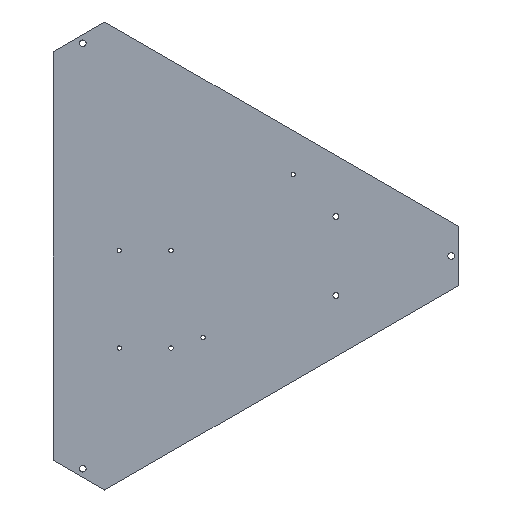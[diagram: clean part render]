
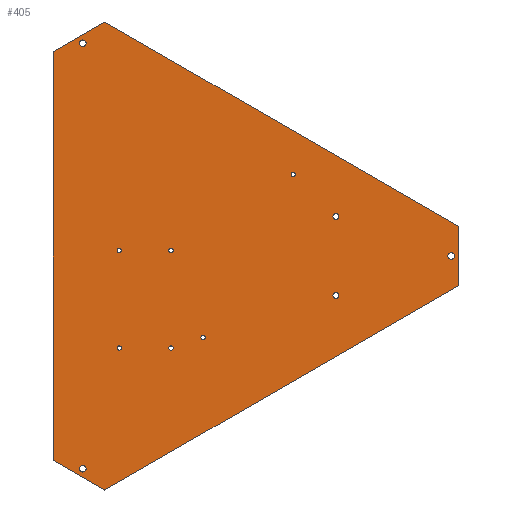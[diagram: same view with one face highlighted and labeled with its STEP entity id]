
A CAD part, front view. The second image highlights one B-rep face of the part: STEP entity #405.
In plain terms, the highlighted planar face has unit normal (0, -1, 0).
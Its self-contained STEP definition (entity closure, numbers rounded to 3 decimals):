
#30=FACE_BOUND('',#98,.T.);
#31=FACE_BOUND('',#99,.T.);
#32=FACE_BOUND('',#100,.T.);
#33=FACE_BOUND('',#101,.T.);
#34=FACE_BOUND('',#102,.T.);
#35=FACE_BOUND('',#103,.T.);
#36=FACE_BOUND('',#104,.T.);
#37=FACE_BOUND('',#105,.T.);
#38=FACE_BOUND('',#106,.T.);
#39=FACE_BOUND('',#107,.T.);
#40=FACE_BOUND('',#108,.T.);
#48=PLANE('',#461);
#67=FACE_OUTER_BOUND('',#97,.T.);
#97=EDGE_LOOP('',(#359,#360,#361,#362,#363,#364));
#98=EDGE_LOOP('',(#365));
#99=EDGE_LOOP('',(#366));
#100=EDGE_LOOP('',(#367));
#101=EDGE_LOOP('',(#368));
#102=EDGE_LOOP('',(#369));
#103=EDGE_LOOP('',(#370));
#104=EDGE_LOOP('',(#371));
#105=EDGE_LOOP('',(#372));
#106=EDGE_LOOP('',(#373));
#107=EDGE_LOOP('',(#374));
#108=EDGE_LOOP('',(#375));
#120=LINE('',#651,#149);
#124=LINE('',#659,#153);
#127=LINE('',#665,#156);
#130=LINE('',#671,#159);
#133=LINE('',#677,#162);
#136=LINE('',#682,#165);
#149=VECTOR('',#546,10.);
#153=VECTOR('',#552,10.);
#156=VECTOR('',#557,10.);
#159=VECTOR('',#562,10.);
#162=VECTOR('',#567,10.);
#165=VECTOR('',#572,10.);
#168=CIRCLE('',#423,2.);
#170=CIRCLE('',#426,2.75);
#172=CIRCLE('',#429,2.);
#174=CIRCLE('',#432,2.);
#176=CIRCLE('',#435,2.);
#178=CIRCLE('',#438,2.75);
#180=CIRCLE('',#441,2.);
#182=CIRCLE('',#444,2.);
#184=CIRCLE('',#447,3.1);
#186=CIRCLE('',#450,3.1);
#188=CIRCLE('',#453,3.1);
#190=VERTEX_POINT('',#585);
#192=VERTEX_POINT('',#591);
#194=VERTEX_POINT('',#597);
#196=VERTEX_POINT('',#603);
#198=VERTEX_POINT('',#609);
#200=VERTEX_POINT('',#615);
#202=VERTEX_POINT('',#621);
#204=VERTEX_POINT('',#627);
#206=VERTEX_POINT('',#633);
#208=VERTEX_POINT('',#639);
#210=VERTEX_POINT('',#645);
#211=VERTEX_POINT('',#649);
#212=VERTEX_POINT('',#650);
#215=VERTEX_POINT('',#658);
#217=VERTEX_POINT('',#664);
#219=VERTEX_POINT('',#670);
#221=VERTEX_POINT('',#676);
#225=EDGE_CURVE('',#190,#190,#168,.T.);
#228=EDGE_CURVE('',#192,#192,#170,.T.);
#231=EDGE_CURVE('',#194,#194,#172,.T.);
#234=EDGE_CURVE('',#196,#196,#174,.T.);
#237=EDGE_CURVE('',#198,#198,#176,.T.);
#240=EDGE_CURVE('',#200,#200,#178,.T.);
#243=EDGE_CURVE('',#202,#202,#180,.T.);
#246=EDGE_CURVE('',#204,#204,#182,.T.);
#249=EDGE_CURVE('',#206,#206,#184,.T.);
#252=EDGE_CURVE('',#208,#208,#186,.T.);
#255=EDGE_CURVE('',#210,#210,#188,.T.);
#256=EDGE_CURVE('',#211,#212,#120,.T.);
#260=EDGE_CURVE('',#215,#211,#124,.T.);
#263=EDGE_CURVE('',#215,#217,#127,.T.);
#266=EDGE_CURVE('',#219,#217,#130,.T.);
#269=EDGE_CURVE('',#219,#221,#133,.T.);
#272=EDGE_CURVE('',#212,#221,#136,.T.);
#359=ORIENTED_EDGE('',*,*,#272,.F.);
#360=ORIENTED_EDGE('',*,*,#256,.F.);
#361=ORIENTED_EDGE('',*,*,#260,.F.);
#362=ORIENTED_EDGE('',*,*,#263,.T.);
#363=ORIENTED_EDGE('',*,*,#266,.F.);
#364=ORIENTED_EDGE('',*,*,#269,.T.);
#365=ORIENTED_EDGE('',*,*,#225,.T.);
#366=ORIENTED_EDGE('',*,*,#228,.T.);
#367=ORIENTED_EDGE('',*,*,#231,.T.);
#368=ORIENTED_EDGE('',*,*,#234,.T.);
#369=ORIENTED_EDGE('',*,*,#237,.T.);
#370=ORIENTED_EDGE('',*,*,#240,.T.);
#371=ORIENTED_EDGE('',*,*,#243,.T.);
#372=ORIENTED_EDGE('',*,*,#246,.T.);
#373=ORIENTED_EDGE('',*,*,#255,.F.);
#374=ORIENTED_EDGE('',*,*,#252,.F.);
#375=ORIENTED_EDGE('',*,*,#249,.F.);
#405=ADVANCED_FACE('',(#67,#30,#31,#32,#33,#34,#35,#36,#37,#38,#39,#40),
#48,.F.);
#423=AXIS2_PLACEMENT_3D('',#587,#472,#473);
#426=AXIS2_PLACEMENT_3D('',#593,#479,#480);
#429=AXIS2_PLACEMENT_3D('',#599,#486,#487);
#432=AXIS2_PLACEMENT_3D('',#605,#493,#494);
#435=AXIS2_PLACEMENT_3D('',#611,#500,#501);
#438=AXIS2_PLACEMENT_3D('',#617,#507,#508);
#441=AXIS2_PLACEMENT_3D('',#623,#514,#515);
#444=AXIS2_PLACEMENT_3D('',#629,#521,#522);
#447=AXIS2_PLACEMENT_3D('',#635,#528,#529);
#450=AXIS2_PLACEMENT_3D('',#641,#535,#536);
#453=AXIS2_PLACEMENT_3D('',#647,#542,#543);
#461=AXIS2_PLACEMENT_3D('',#685,#576,#577);
#472=DIRECTION('center_axis',(0.,1.,0.));
#473=DIRECTION('ref_axis',(-1.,0.,0.));
#479=DIRECTION('center_axis',(0.,1.,0.));
#480=DIRECTION('ref_axis',(-1.,0.,0.));
#486=DIRECTION('center_axis',(0.,1.,0.));
#487=DIRECTION('ref_axis',(-1.,0.,0.));
#493=DIRECTION('center_axis',(0.,1.,0.));
#494=DIRECTION('ref_axis',(-1.,0.,0.));
#500=DIRECTION('center_axis',(0.,1.,0.));
#501=DIRECTION('ref_axis',(-1.,0.,0.));
#507=DIRECTION('center_axis',(0.,1.,0.));
#508=DIRECTION('ref_axis',(-1.,0.,0.));
#514=DIRECTION('center_axis',(0.,1.,0.));
#515=DIRECTION('ref_axis',(-1.,0.,0.));
#521=DIRECTION('center_axis',(0.,1.,0.));
#522=DIRECTION('ref_axis',(-1.,0.,0.));
#528=DIRECTION('center_axis',(0.,-1.,0.));
#529=DIRECTION('ref_axis',(-1.,0.,0.));
#535=DIRECTION('center_axis',(0.,-1.,0.));
#536=DIRECTION('ref_axis',(-1.,0.,0.));
#542=DIRECTION('center_axis',(0.,-1.,0.));
#543=DIRECTION('ref_axis',(-1.,0.,0.));
#546=DIRECTION('',(0.,0.,-1.));
#552=DIRECTION('',(0.866,0.,-0.5));
#557=DIRECTION('',(-0.866,0.,-0.5));
#562=DIRECTION('',(0.,0.,1.));
#567=DIRECTION('',(0.866,0.,-0.5));
#572=DIRECTION('',(-0.866,0.,-0.5));
#576=DIRECTION('center_axis',(0.,1.,0.));
#577=DIRECTION('ref_axis',(-1.,0.,0.));
#585=CARTESIAN_POINT('',(-8.993,10.,316.456));
#587=CARTESIAN_POINT('Origin',(-10.993,10.,316.456));
#591=CARTESIAN_POINT('',(194.757,10.,365.706));
#593=CARTESIAN_POINT('Origin',(192.007,10.,365.706));
#597=CARTESIAN_POINT('',(154.007,10.,478.956));
#599=CARTESIAN_POINT('Origin',(152.007,10.,478.956));
#603=CARTESIAN_POINT('',(-8.993,10.,407.956));
#605=CARTESIAN_POINT('Origin',(-10.993,10.,407.956));
#609=CARTESIAN_POINT('',(39.507,10.,316.456));
#611=CARTESIAN_POINT('Origin',(37.507,10.,316.456));
#615=CARTESIAN_POINT('',(194.757,10.,439.706));
#617=CARTESIAN_POINT('Origin',(192.007,10.,439.706));
#621=CARTESIAN_POINT('',(69.507,10.,326.456));
#623=CARTESIAN_POINT('Origin',(67.507,10.,326.456));
#627=CARTESIAN_POINT('',(39.507,10.,407.956));
#629=CARTESIAN_POINT('Origin',(37.507,10.,407.956));
#633=CARTESIAN_POINT('',(-42.055,10.,601.98));
#635=CARTESIAN_POINT('Origin',(-45.155,10.,601.98));
#639=CARTESIAN_POINT('',(303.097,10.,402.706));
#641=CARTESIAN_POINT('Origin',(299.997,10.,402.706));
#645=CARTESIAN_POINT('',(-42.055,10.,203.432));
#647=CARTESIAN_POINT('Origin',(-45.155,10.,203.432));
#649=CARTESIAN_POINT('',(307.007,10.,430.489));
#650=CARTESIAN_POINT('',(307.007,10.,374.923));
#651=CARTESIAN_POINT('',(307.007,10.,402.706));
#658=CARTESIAN_POINT('',(-24.599,10.,621.942));
#659=CARTESIAN_POINT('',(-34.599,10.,627.715));
#664=CARTESIAN_POINT('',(-72.721,10.,594.159));
#665=CARTESIAN_POINT('',(-48.66,10.,608.05));
#670=CARTESIAN_POINT('',(-72.721,10.,211.253));
#671=CARTESIAN_POINT('',(-72.721,10.,199.706));
#676=CARTESIAN_POINT('',(-24.599,10.,183.47));
#677=CARTESIAN_POINT('',(-67.721,10.,208.366));
#682=CARTESIAN_POINT('',(317.007,10.,380.696));
#685=CARTESIAN_POINT('Origin',(117.143,10.,402.706));
